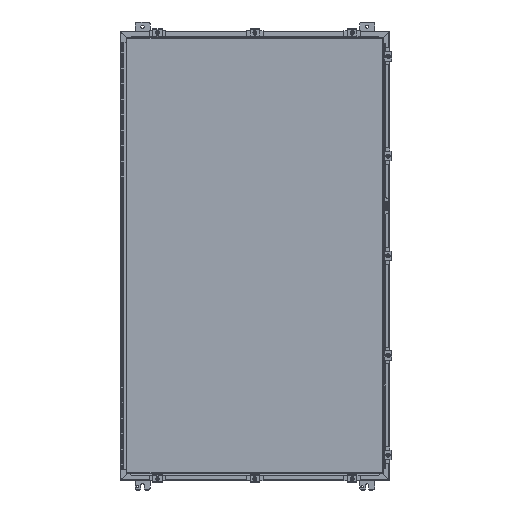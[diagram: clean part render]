
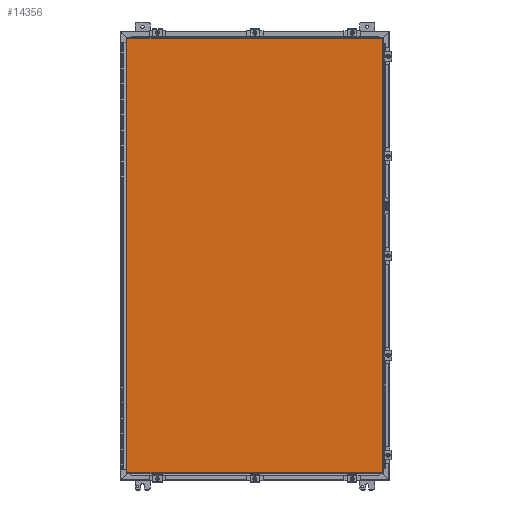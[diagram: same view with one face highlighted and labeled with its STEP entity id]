
A CAD part, top view. The second image highlights one B-rep face of the part: STEP entity #14356.
In plain terms, the highlighted face is planar.
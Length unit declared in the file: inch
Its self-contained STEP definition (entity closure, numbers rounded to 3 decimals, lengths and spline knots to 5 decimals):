
#1827 = VECTOR ( 'NONE', #14074, 39.37008 ) ;
#3231 = LINE ( 'NONE', #9628, #1827 ) ;
#4037 = DIRECTION ( 'NONE',  ( 0., 0., 1. ) ) ;
#4513 = CARTESIAN_POINT ( 'NONE',  ( -17.08225, -28.9885, 0. ) ) ;
#6115 = DIRECTION ( 'NONE',  ( 1., 0., 0. ) ) ;
#9628 = CARTESIAN_POINT ( 'NONE',  ( 17.08225, 28.9885, 0. ) ) ;
#10165 = CARTESIAN_POINT ( 'NONE',  ( -17.08225, 28.9885, 0. ) ) ;
#11889 = CARTESIAN_POINT ( 'NONE',  ( 0., 0., 0. ) ) ;
#13424 = VERTEX_POINT ( 'NONE', #29776 ) ;
#14074 = DIRECTION ( 'NONE',  ( 0., -1., 0. ) ) ;
#14356 = ADVANCED_FACE ( 'NONE', ( #23880 ), #49314, .F. ) ;
#16004 = EDGE_LOOP ( 'NONE', ( #38938, #52553, #54484, #56184 ) ) ;
#17001 = LINE ( 'NONE', #40397, #27440 ) ;
#18715 = VERTEX_POINT ( 'NONE', #4513 ) ;
#23665 = LINE ( 'NONE', #29163, #35637 ) ;
#23880 = FACE_OUTER_BOUND ( 'NONE', #16004, .T. ) ;
#26471 = CARTESIAN_POINT ( 'NONE',  ( 17.08225, -28.9885, 0. ) ) ;
#27440 = VECTOR ( 'NONE', #40850, 39.37008 ) ;
#29163 = CARTESIAN_POINT ( 'NONE',  ( -17.08225, -28.9885, 0. ) ) ;
#29171 = DIRECTION ( 'NONE',  ( 0., 1., 0. ) ) ;
#29776 = CARTESIAN_POINT ( 'NONE',  ( 17.08225, 28.9885, 0. ) ) ;
#30985 = EDGE_CURVE ( 'NONE', #45999, #18715, #17001, .T. ) ;
#32202 = EDGE_CURVE ( 'NONE', #18715, #45616, #23665, .T. ) ;
#35637 = VECTOR ( 'NONE', #29171, 39.37008 ) ;
#37448 = VECTOR ( 'NONE', #57774, 39.37008 ) ;
#38938 = ORIENTED_EDGE ( 'NONE', *, *, #32202, .T. ) ;
#40397 = CARTESIAN_POINT ( 'NONE',  ( 17.08225, -28.9885, 0. ) ) ;
#40850 = DIRECTION ( 'NONE',  ( -1., 0., 0. ) ) ;
#44363 = CARTESIAN_POINT ( 'NONE',  ( -17.08225, 28.9885, 0. ) ) ;
#44876 = EDGE_CURVE ( 'NONE', #13424, #45999, #3231, .T. ) ;
#45616 = VERTEX_POINT ( 'NONE', #10165 ) ;
#45999 = VERTEX_POINT ( 'NONE', #26471 ) ;
#49314 = PLANE ( 'NONE',  #51266 ) ;
#49430 = LINE ( 'NONE', #44363, #37448 ) ;
#51266 = AXIS2_PLACEMENT_3D ( 'NONE', #11889, #4037, #6115 ) ;
#52553 = ORIENTED_EDGE ( 'NONE', *, *, #53749, .T. ) ;
#53749 = EDGE_CURVE ( 'NONE', #45616, #13424, #49430, .T. ) ;
#54484 = ORIENTED_EDGE ( 'NONE', *, *, #44876, .T. ) ;
#56184 = ORIENTED_EDGE ( 'NONE', *, *, #30985, .T. ) ;
#57774 = DIRECTION ( 'NONE',  ( 1., 0., 0. ) ) ;
